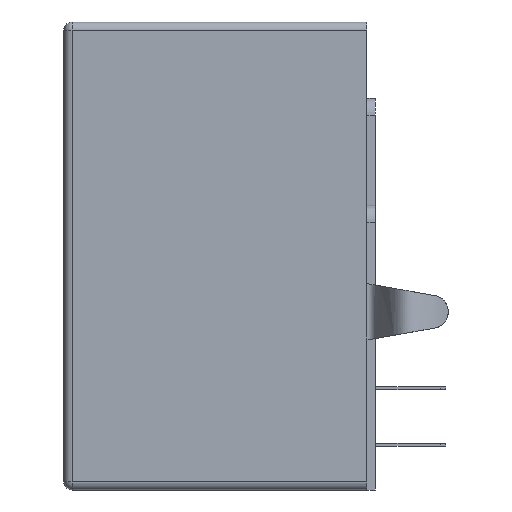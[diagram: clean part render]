
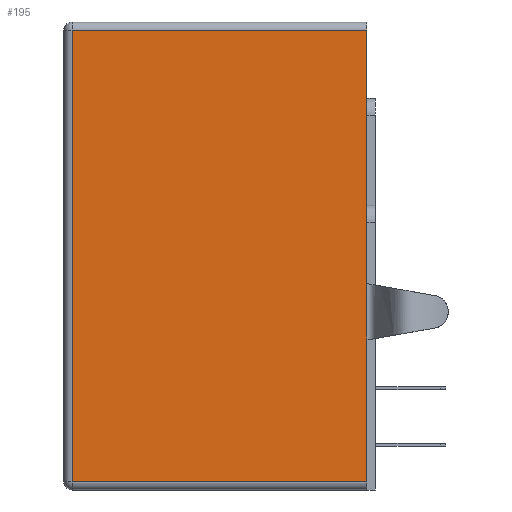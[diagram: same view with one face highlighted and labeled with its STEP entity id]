
A CAD part, left-side view. The second image highlights one B-rep face of the part: STEP entity #195.
In plain terms, the highlighted planar face has unit normal (-1, 0, 0).
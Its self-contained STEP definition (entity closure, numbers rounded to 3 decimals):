
#132 = DIRECTION ( 'NONE',  ( 0., 0., -1. ) ) ;
#158 = ORIENTED_EDGE ( 'NONE', *, *, #1416, .T. ) ;
#195 = ADVANCED_FACE ( 'NONE', ( #1745 ), #2221, .F. ) ;
#220 = VECTOR ( 'NONE', #132, 1000. ) ;
#228 = VERTEX_POINT ( 'NONE', #571 ) ;
#335 = CARTESIAN_POINT ( 'NONE',  ( 0., 0., 0.3 ) ) ;
#400 = DIRECTION ( 'NONE',  ( 0., -1., 0. ) ) ;
#423 = EDGE_CURVE ( 'NONE', #605, #1053, #1634, .T. ) ;
#443 = VECTOR ( 'NONE', #1265, 1000. ) ;
#497 = CARTESIAN_POINT ( 'NONE',  ( 0., 10.45, 0.3 ) ) ;
#571 = CARTESIAN_POINT ( 'NONE',  ( 0., 10.45, 16.3 ) ) ;
#579 = DIRECTION ( 'NONE',  ( 0., 0., -1. ) ) ;
#604 = EDGE_CURVE ( 'NONE', #790, #1053, #2774, .T. ) ;
#605 = VERTEX_POINT ( 'NONE', #497 ) ;
#708 = DIRECTION ( 'NONE',  ( 1., 0., 0. ) ) ;
#790 = VERTEX_POINT ( 'NONE', #1124 ) ;
#816 = VECTOR ( 'NONE', #1440, 1000. ) ;
#859 = CARTESIAN_POINT ( 'NONE',  ( 0., 0., 16.3 ) ) ;
#874 = CARTESIAN_POINT ( 'NONE',  ( 0., 0., 16.6 ) ) ;
#903 = LINE ( 'NONE', #2682, #816 ) ;
#957 = CARTESIAN_POINT ( 'NONE',  ( 0., 0., 16.6 ) ) ;
#971 = CARTESIAN_POINT ( 'NONE',  ( 0., 0., 16.3 ) ) ;
#996 = CARTESIAN_POINT ( 'NONE',  ( 0., 0., 16.6 ) ) ;
#1053 = VERTEX_POINT ( 'NONE', #1920 ) ;
#1124 = CARTESIAN_POINT ( 'NONE',  ( 0., 0., 5.32 ) ) ;
#1148 = ORIENTED_EDGE ( 'NONE', *, *, #423, .T. ) ;
#1157 = EDGE_CURVE ( 'NONE', #1184, #1982, #2366, .T. ) ;
#1184 = VERTEX_POINT ( 'NONE', #859 ) ;
#1265 = DIRECTION ( 'NONE',  ( 0., 1., 0. ) ) ;
#1416 = EDGE_CURVE ( 'NONE', #790, #1982, #903, .T. ) ;
#1438 = EDGE_CURVE ( 'NONE', #1184, #228, #2490, .T. ) ;
#1440 = DIRECTION ( 'NONE',  ( 0., 0., 1. ) ) ;
#1627 = LINE ( 'NONE', #2624, #2411 ) ;
#1634 = LINE ( 'NONE', #335, #2877 ) ;
#1696 = ORIENTED_EDGE ( 'NONE', *, *, #1438, .T. ) ;
#1731 = DIRECTION ( 'NONE',  ( 0., 1., 0. ) ) ;
#1745 = FACE_OUTER_BOUND ( 'NONE', #2287, .T. ) ;
#1920 = CARTESIAN_POINT ( 'NONE',  ( 0., 0., 0.3 ) ) ;
#1982 = VERTEX_POINT ( 'NONE', #2538 ) ;
#2011 = DIRECTION ( 'NONE',  ( 0., 0., -1. ) ) ;
#2221 = PLANE ( 'NONE',  #2495 ) ;
#2267 = ORIENTED_EDGE ( 'NONE', *, *, #604, .F. ) ;
#2287 = EDGE_LOOP ( 'NONE', ( #2569, #1696, #3280, #1148, #2267, #158 ) ) ;
#2366 = LINE ( 'NONE', #874, #220 ) ;
#2411 = VECTOR ( 'NONE', #579, 1000. ) ;
#2490 = LINE ( 'NONE', #971, #443 ) ;
#2495 = AXIS2_PLACEMENT_3D ( 'NONE', #957, #708, #1731 ) ;
#2538 = CARTESIAN_POINT ( 'NONE',  ( 0., 0., 7.32 ) ) ;
#2569 = ORIENTED_EDGE ( 'NONE', *, *, #1157, .F. ) ;
#2624 = CARTESIAN_POINT ( 'NONE',  ( 0., 10.45, 16.6 ) ) ;
#2682 = CARTESIAN_POINT ( 'NONE',  ( 0., 0., 5.32 ) ) ;
#2707 = EDGE_CURVE ( 'NONE', #228, #605, #1627, .T. ) ;
#2709 = VECTOR ( 'NONE', #2011, 1000. ) ;
#2774 = LINE ( 'NONE', #996, #2709 ) ;
#2877 = VECTOR ( 'NONE', #400, 1000. ) ;
#3280 = ORIENTED_EDGE ( 'NONE', *, *, #2707, .T. ) ;
